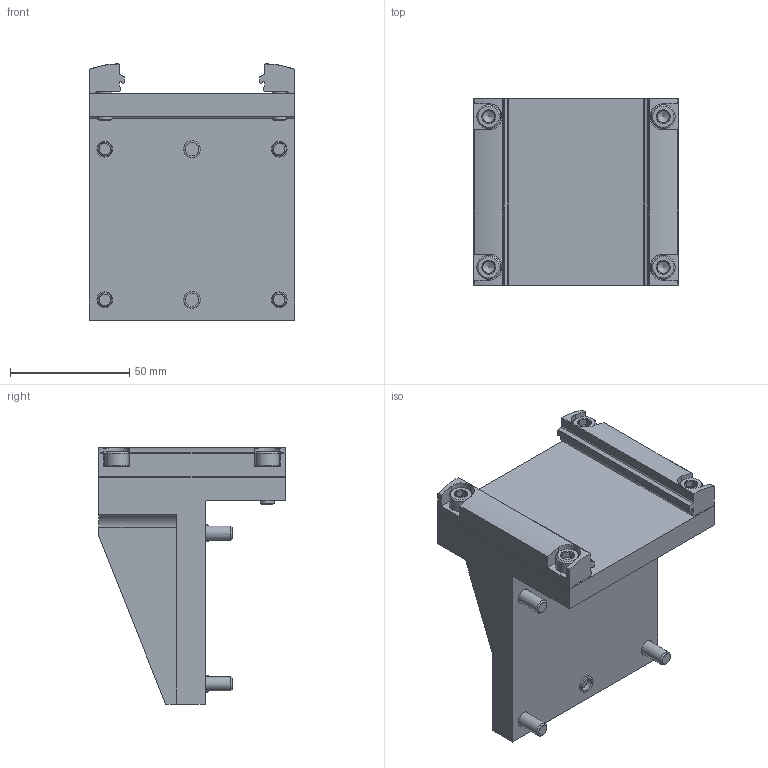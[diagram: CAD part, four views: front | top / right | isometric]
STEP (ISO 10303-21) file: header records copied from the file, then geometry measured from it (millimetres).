
FILE_DESCRIPTION(/* description */ ('STEP AP214'),/* implementation_level */ '2;1');
FILE_NAME(/* name */ '8066720_EHAA-D-L2-80-L2-60-AP',/* time_stamp */ '2024-08-27T14:53:09+02:00',/* author */ ('License CC BY-ND 4.0'),/* organization */ ('CADENAS'),/* preprocessor_version */ 'ST-DEVELOPER v19.3',/* originating_system */ 'PARTsolutions',/* authorisation */ ' ');
FILE_SCHEMA (('AUTOMOTIVE_DESIGN {1 0 10303 214 3 1 1}'));
Length unit declared in the file: millimetre
Products named in the file (5): 8066720 EHAA-D-L2-80-L2-60-AP; 5343464 EHAA-D2-L2-80-L2-60-AP---(p); DIN-912 - M6x16(F); 4633286 EAHF-L2-45-P-D4---(c); 8146544 ZBH-7-B
Assembly tree (13 placements, depth 2):
  8066720 EHAA-D-L2-80-L2-60-AP
    5343464 EHAA-D2-L2-80-L2-60-AP---(p)
    DIN-912 - M6x16(F)  x8
    4633286 EAHF-L2-45-P-D4---(c)  x2
    8146544 ZBH-7-B  x2
Bounding box: 86 x 78 x 107.2 mm (x, y, z)
Volume: 283140.9 mm3; surface area: 52123.8 mm2
Topology: 13 solids, 13 shells, 376 faces, 843 edges, 503 vertices
Faces by surface type: plane 191, cone 92, cylinder 89, torus 4
Full cylindrical faces by diameter (mm): 4.917 x4, 6 x8, 6.6 x4, 7 x2, 10 x8, 11 x4
Entity records: 3858 total; most frequent: CARTESIAN_POINT 709, DIRECTION 653, ORIENTED_EDGE 566, EDGE_CURVE 283, AXIS2_PLACEMENT_3D 251, VERTEX_POINT 197, FACE_BOUND 176, EDGE_LOOP 175
